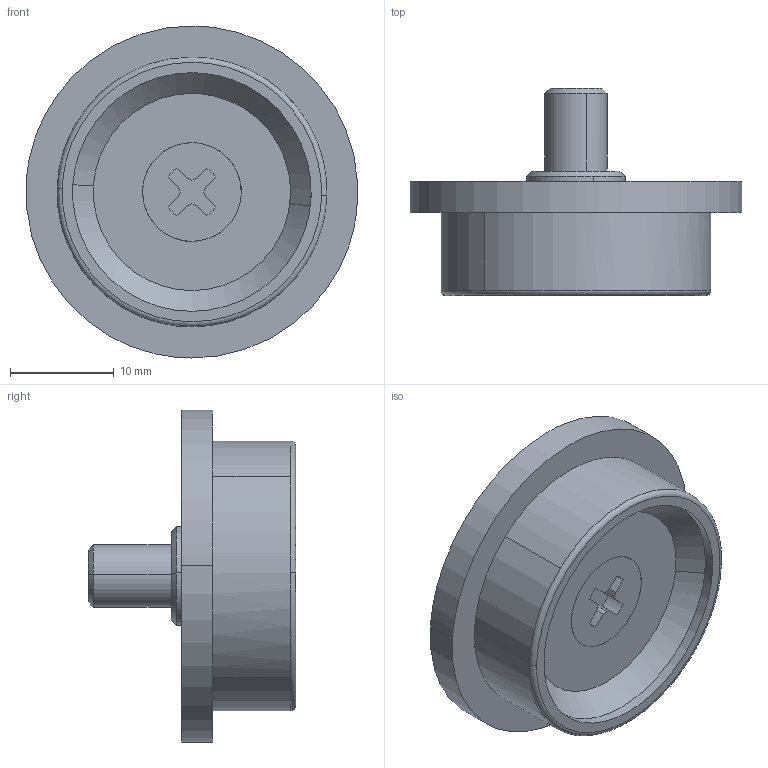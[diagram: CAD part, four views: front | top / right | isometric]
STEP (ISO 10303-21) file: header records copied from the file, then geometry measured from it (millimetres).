
FILE_DESCRIPTION((''),'2;1');
FILE_NAME('','2005-12-15T09:42:06',(''),(''),'','CADfix','');
FILE_SCHEMA(('AUTOMOTIVE_DESIGN'));
Length unit declared in the file: millimetre
Products named in the file (1): roller
Bounding box: 31.95 x 20 x 32 mm (x, y, z)
Volume: 5827.3 mm3; surface area: 3653.2 mm2
Topology: 1 solids, 1 shells, 57 faces, 179 edges, 133 vertices
Faces by surface type: bspline 57
Entity records: 2117 total; most frequent: CARTESIAN_POINT 1133, ORIENTED_EDGE 358, EDGE_CURVE 179, VERTEX_POINT 133, QUASI_UNIFORM_CURVE 76, EDGE_LOOP 66, FACE_OUTER_BOUND 57, ADVANCED_FACE 57
